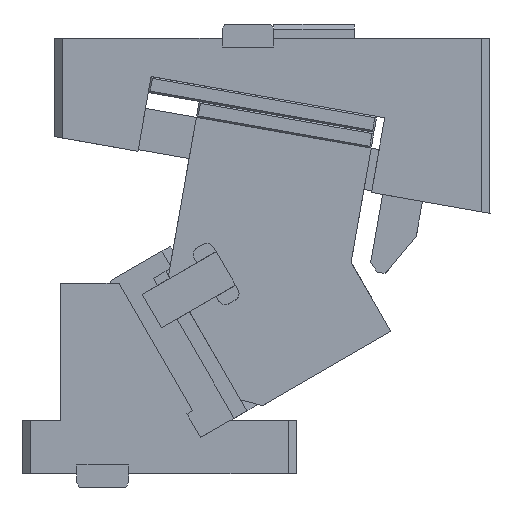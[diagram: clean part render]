
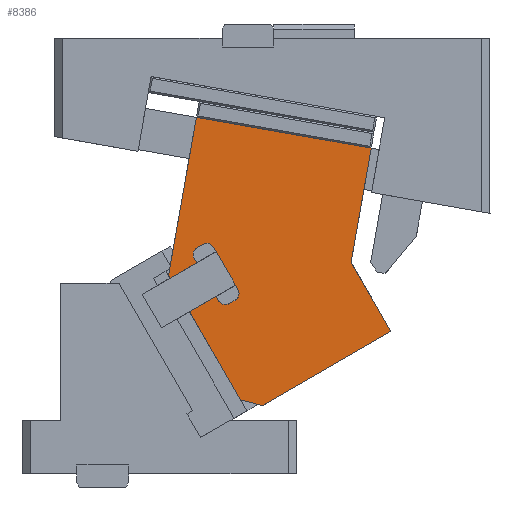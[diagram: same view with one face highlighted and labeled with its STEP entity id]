
A CAD part, front view. The second image highlights one B-rep face of the part: STEP entity #8386.
In plain terms, the highlighted planar face has unit normal (0, -1, 0).
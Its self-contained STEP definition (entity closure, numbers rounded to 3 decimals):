
#7576=CARTESIAN_POINT('Vertex',(228.583,0.,88.268)) ;
#7579=CARTESIAN_POINT('Line Origine',(188.746,0.,65.268)) ;
#7583=CARTESIAN_POINT('Vertex',(148.909,0.,42.268)) ;
#7609=CARTESIAN_POINT('Line Origine',(142.079,0.,44.098)) ;
#7613=CARTESIAN_POINT('Vertex',(135.249,0.,45.928)) ;
#7801=CARTESIAN_POINT('Vertex',(90.772,0.,122.965)) ;
#7804=CARTESIAN_POINT('Line Origine',(99.409,0.,171.949)) ;
#7808=CARTESIAN_POINT('Vertex',(108.046,0.,220.933)) ;
#7837=CARTESIAN_POINT('Vertex',(103.749,0.,100.488)) ;
#7853=CARTESIAN_POINT('Vertex',(91.749,0.,121.272)) ;
#7856=CARTESIAN_POINT('Line Origine',(91.26,0.,122.119)) ;
#7861=CARTESIAN_POINT('Line Origine',(119.499,0.,73.208)) ;
#7993=CARTESIAN_POINT('Vertex',(120.328,0.,137.772)) ;
#8021=CARTESIAN_POINT('Vertex',(108.203,0.,130.772)) ;
#8024=CARTESIAN_POINT('Line Origine',(99.976,0.,126.022)) ;
#8056=CARTESIAN_POINT('Line Origine',(119.578,0.,139.071)) ;
#8060=CARTESIAN_POINT('Vertex',(118.828,0.,140.37)) ;
#8081=CARTESIAN_POINT('Vertex',(133.828,0.,114.39)) ;
#8084=CARTESIAN_POINT('Line Origine',(133.078,0.,115.689)) ;
#8088=CARTESIAN_POINT('Vertex',(132.328,0.,116.988)) ;
#8215=CARTESIAN_POINT('Vertex',(108.533,0.,140.201)) ;
#8218=CARTESIAN_POINT('Axis2P3D Location',(111.033,0.,135.87)) ;
#8222=CARTESIAN_POINT('Vertex',(106.703,0.,133.37)) ;
#8246=CARTESIAN_POINT('Vertex',(111.997,0.,142.201)) ;
#8249=CARTESIAN_POINT('Line Origine',(110.265,0.,141.201)) ;
#8266=CARTESIAN_POINT('Axis2P3D Location',(114.497,0.,137.87)) ;
#8278=CARTESIAN_POINT('Axis2P3D Location',(182.147,0.,65.103)) ;
#8283=CARTESIAN_POINT('Line Origine',(126.328,0.,127.38)) ;
#8289=CARTESIAN_POINT('Control Point',(133.828,0.,114.39)) ;
#8290=CARTESIAN_POINT('Control Point',(134.101,0.,113.915)) ;
#8291=CARTESIAN_POINT('Control Point',(134.31,0.,113.404)) ;
#8292=CARTESIAN_POINT('Control Point',(134.447,0.,112.866)) ;
#8293=CARTESIAN_POINT('Control Point',(134.571,0.,111.767)) ;
#8294=CARTESIAN_POINT('Control Point',(134.395,0.,110.676)) ;
#8295=CARTESIAN_POINT('Control Point',(134.232,0.,110.146)) ;
#8296=CARTESIAN_POINT('Control Point',(133.796,0.,109.209)) ;
#8297=CARTESIAN_POINT('Control Point',(133.14,0.,108.415)) ;
#8298=CARTESIAN_POINT('Control Point',(132.793,0.,108.084)) ;
#8299=CARTESIAN_POINT('Control Point',(132.409,0.,107.797)) ;
#8300=CARTESIAN_POINT('Control Point',(131.997,0.,107.56)) ;
#8301=CARTESIAN_POINT('Vertex',(131.997,0.,107.56)) ;
#8304=CARTESIAN_POINT('Line Origine',(130.265,0.,106.56)) ;
#8308=CARTESIAN_POINT('Vertex',(128.533,0.,105.56)) ;
#8312=CARTESIAN_POINT('Control Point',(128.533,0.,105.56)) ;
#8313=CARTESIAN_POINT('Control Point',(128.059,0.,105.286)) ;
#8314=CARTESIAN_POINT('Control Point',(127.547,0.,105.077)) ;
#8315=CARTESIAN_POINT('Control Point',(127.01,0.,104.94)) ;
#8316=CARTESIAN_POINT('Control Point',(125.911,0.,104.816)) ;
#8317=CARTESIAN_POINT('Control Point',(124.819,0.,104.993)) ;
#8318=CARTESIAN_POINT('Control Point',(124.289,0.,105.155)) ;
#8319=CARTESIAN_POINT('Control Point',(123.353,0.,105.591)) ;
#8320=CARTESIAN_POINT('Control Point',(122.559,0.,106.247)) ;
#8321=CARTESIAN_POINT('Control Point',(122.227,0.,106.595)) ;
#8322=CARTESIAN_POINT('Control Point',(121.941,0.,106.978)) ;
#8323=CARTESIAN_POINT('Control Point',(121.703,0.,107.39)) ;
#8324=CARTESIAN_POINT('Vertex',(121.703,0.,107.39)) ;
#8327=CARTESIAN_POINT('Line Origine',(120.953,0.,108.689)) ;
#8331=CARTESIAN_POINT('Vertex',(120.203,0.,109.988)) ;
#8334=CARTESIAN_POINT('Line Origine',(111.976,0.,105.238)) ;
#8339=CARTESIAN_POINT('Line Origine',(216.237,0.,109.652)) ;
#8343=CARTESIAN_POINT('Vertex',(203.892,0.,131.035)) ;
#8346=CARTESIAN_POINT('Line Origine',(210.133,0.,166.434)) ;
#8350=CARTESIAN_POINT('Vertex',(216.375,0.,201.832)) ;
#8353=CARTESIAN_POINT('Line Origine',(162.21,0.,211.382)) ;
#8358=CARTESIAN_POINT('Line Origine',(107.453,0.,132.071)) ;
#7580=DIRECTION('Vector Direction',(0.866,0.,0.5)) ;
#7610=DIRECTION('Vector Direction',(-0.966,0.,0.259)) ;
#7805=DIRECTION('Vector Direction',(0.174,0.,0.985)) ;
#7857=DIRECTION('Vector Direction',(-0.5,0.,0.866)) ;
#7862=DIRECTION('Vector Direction',(-0.5,0.,0.866)) ;
#8025=DIRECTION('Vector Direction',(0.866,0.,0.5)) ;
#8057=DIRECTION('Vector Direction',(0.5,0.,-0.866)) ;
#8085=DIRECTION('Vector Direction',(0.5,0.,-0.866)) ;
#8219=DIRECTION('Axis2P3D Direction',(0.,-1.,0.)) ;
#8250=DIRECTION('Vector Direction',(-0.866,0.,-0.5)) ;
#8267=DIRECTION('Axis2P3D Direction',(0.,-1.,0.)) ;
#8279=DIRECTION('Axis2P3D Direction',(0.,1.,0.)) ;
#8280=DIRECTION('Axis2P3D XDirection',(-0.5,0.,0.866)) ;
#8284=DIRECTION('Vector Direction',(0.5,0.,-0.866)) ;
#8305=DIRECTION('Vector Direction',(0.866,0.,0.5)) ;
#8328=DIRECTION('Vector Direction',(-0.5,0.,0.866)) ;
#8335=DIRECTION('Vector Direction',(-0.866,0.,-0.5)) ;
#8340=DIRECTION('Vector Direction',(0.5,0.,-0.866)) ;
#8347=DIRECTION('Vector Direction',(-0.174,0.,-0.985)) ;
#8354=DIRECTION('Vector Direction',(-0.985,0.,0.174)) ;
#8359=DIRECTION('Vector Direction',(-0.5,0.,0.866)) ;
#8220=AXIS2_PLACEMENT_3D('Circle Axis2P3D',#8218,#8219,$) ;
#8268=AXIS2_PLACEMENT_3D('Circle Axis2P3D',#8266,#8267,$) ;
#8281=AXIS2_PLACEMENT_3D('Plane Axis2P3D',#8278,#8279,#8280) ;
#8364=ORIENTED_EDGE('',*,*,#8287,.T.) ;
#8365=ORIENTED_EDGE('',*,*,#8090,.T.) ;
#8366=ORIENTED_EDGE('',*,*,#8303,.F.) ;
#8367=ORIENTED_EDGE('',*,*,#8310,.F.) ;
#8368=ORIENTED_EDGE('',*,*,#8326,.F.) ;
#8369=ORIENTED_EDGE('',*,*,#8333,.F.) ;
#8370=ORIENTED_EDGE('',*,*,#8338,.T.) ;
#8371=ORIENTED_EDGE('',*,*,#7865,.F.) ;
#8372=ORIENTED_EDGE('',*,*,#7615,.F.) ;
#8373=ORIENTED_EDGE('',*,*,#7585,.T.) ;
#8374=ORIENTED_EDGE('',*,*,#8345,.F.) ;
#8375=ORIENTED_EDGE('',*,*,#8352,.F.) ;
#8376=ORIENTED_EDGE('',*,*,#8357,.T.) ;
#8377=ORIENTED_EDGE('',*,*,#7810,.F.) ;
#8378=ORIENTED_EDGE('',*,*,#7860,.F.) ;
#8379=ORIENTED_EDGE('',*,*,#8028,.T.) ;
#8380=ORIENTED_EDGE('',*,*,#8362,.F.) ;
#8381=ORIENTED_EDGE('',*,*,#8224,.F.) ;
#8382=ORIENTED_EDGE('',*,*,#8253,.F.) ;
#8383=ORIENTED_EDGE('',*,*,#8270,.F.) ;
#8384=ORIENTED_EDGE('',*,*,#8062,.T.) ;
#7581=VECTOR('Line Direction',#7580,1.) ;
#7611=VECTOR('Line Direction',#7610,1.) ;
#7806=VECTOR('Line Direction',#7805,1.) ;
#7858=VECTOR('Line Direction',#7857,1.) ;
#7863=VECTOR('Line Direction',#7862,1.) ;
#8026=VECTOR('Line Direction',#8025,1.) ;
#8058=VECTOR('Line Direction',#8057,1.) ;
#8086=VECTOR('Line Direction',#8085,1.) ;
#8251=VECTOR('Line Direction',#8250,1.) ;
#8285=VECTOR('Line Direction',#8284,1.) ;
#8306=VECTOR('Line Direction',#8305,1.) ;
#8329=VECTOR('Line Direction',#8328,1.) ;
#8336=VECTOR('Line Direction',#8335,1.) ;
#8341=VECTOR('Line Direction',#8340,1.) ;
#8348=VECTOR('Line Direction',#8347,1.) ;
#8355=VECTOR('Line Direction',#8354,1.) ;
#8360=VECTOR('Line Direction',#8359,1.) ;
#8386=ADVANCED_FACE('CAM SLIDER',(#8385),#8282,.F.) ;
#8288=B_SPLINE_CURVE_WITH_KNOTS('',5,(#8289,#8290,#8291,#8292,#8293,#8294,#8295,#8296,#8297,#8298,#8299,#8300),.UNSPECIFIED.,.F.,.U.,(6,3,3,6),(0.,3.873,7.746,11.107),.UNSPECIFIED.) ;
#8311=B_SPLINE_CURVE_WITH_KNOTS('',5,(#8312,#8313,#8314,#8315,#8316,#8317,#8318,#8319,#8320,#8321,#8322,#8323),.UNSPECIFIED.,.F.,.U.,(6,3,3,6),(0.,3.873,7.746,11.107),.UNSPECIFIED.) ;
#8221=CIRCLE('generated circle',#8220,5.) ;
#8269=CIRCLE('generated circle',#8268,5.) ;
#7585=EDGE_CURVE('',#7584,#7577,#7582,.T.) ;
#7615=EDGE_CURVE('',#7584,#7614,#7612,.T.) ;
#7810=EDGE_CURVE('',#7802,#7809,#7807,.T.) ;
#7860=EDGE_CURVE('',#7854,#7802,#7859,.T.) ;
#7865=EDGE_CURVE('',#7614,#7838,#7864,.T.) ;
#8028=EDGE_CURVE('',#7854,#8022,#8027,.T.) ;
#8062=EDGE_CURVE('',#8061,#7994,#8059,.T.) ;
#8090=EDGE_CURVE('',#8089,#8082,#8087,.T.) ;
#8224=EDGE_CURVE('',#8216,#8223,#8221,.T.) ;
#8253=EDGE_CURVE('',#8247,#8216,#8252,.T.) ;
#8270=EDGE_CURVE('',#8061,#8247,#8269,.T.) ;
#8287=EDGE_CURVE('',#7994,#8089,#8286,.T.) ;
#8303=EDGE_CURVE('',#8302,#8082,#8288,.F.) ;
#8310=EDGE_CURVE('',#8309,#8302,#8307,.T.) ;
#8326=EDGE_CURVE('',#8325,#8309,#8311,.F.) ;
#8333=EDGE_CURVE('',#8332,#8325,#8330,.F.) ;
#8338=EDGE_CURVE('',#8332,#7838,#8337,.T.) ;
#8345=EDGE_CURVE('',#8344,#7577,#8342,.T.) ;
#8352=EDGE_CURVE('',#8351,#8344,#8349,.T.) ;
#8357=EDGE_CURVE('',#8351,#7809,#8356,.T.) ;
#8362=EDGE_CURVE('',#8223,#8022,#8361,.F.) ;
#8363=EDGE_LOOP('',(#8364,#8365,#8366,#8367,#8368,#8369,#8370,#8371,#8372,#8373,#8374,#8375,#8376,#8377,#8378,#8379,#8380,#8381,#8382,#8383,#8384)) ;
#8385=FACE_OUTER_BOUND('',#8363,.T.) ;
#7582=LINE('Line',#7579,#7581) ;
#7612=LINE('Line',#7609,#7611) ;
#7807=LINE('Line',#7804,#7806) ;
#7859=LINE('Line',#7856,#7858) ;
#7864=LINE('Line',#7861,#7863) ;
#8027=LINE('Line',#8024,#8026) ;
#8059=LINE('Line',#8056,#8058) ;
#8087=LINE('Line',#8084,#8086) ;
#8252=LINE('Line',#8249,#8251) ;
#8286=LINE('Line',#8283,#8285) ;
#8307=LINE('Line',#8304,#8306) ;
#8330=LINE('Line',#8327,#8329) ;
#8337=LINE('Line',#8334,#8336) ;
#8342=LINE('Line',#8339,#8341) ;
#8349=LINE('Line',#8346,#8348) ;
#8356=LINE('Line',#8353,#8355) ;
#8361=LINE('Line',#8358,#8360) ;
#8282=PLANE('Plane',#8281) ;
#7577=VERTEX_POINT('',#7576) ;
#7584=VERTEX_POINT('',#7583) ;
#7614=VERTEX_POINT('',#7613) ;
#7802=VERTEX_POINT('',#7801) ;
#7809=VERTEX_POINT('',#7808) ;
#7838=VERTEX_POINT('',#7837) ;
#7854=VERTEX_POINT('',#7853) ;
#7994=VERTEX_POINT('',#7993) ;
#8022=VERTEX_POINT('',#8021) ;
#8061=VERTEX_POINT('',#8060) ;
#8082=VERTEX_POINT('',#8081) ;
#8089=VERTEX_POINT('',#8088) ;
#8216=VERTEX_POINT('',#8215) ;
#8223=VERTEX_POINT('',#8222) ;
#8247=VERTEX_POINT('',#8246) ;
#8302=VERTEX_POINT('',#8301) ;
#8309=VERTEX_POINT('',#8308) ;
#8325=VERTEX_POINT('',#8324) ;
#8332=VERTEX_POINT('',#8331) ;
#8344=VERTEX_POINT('',#8343) ;
#8351=VERTEX_POINT('',#8350) ;
